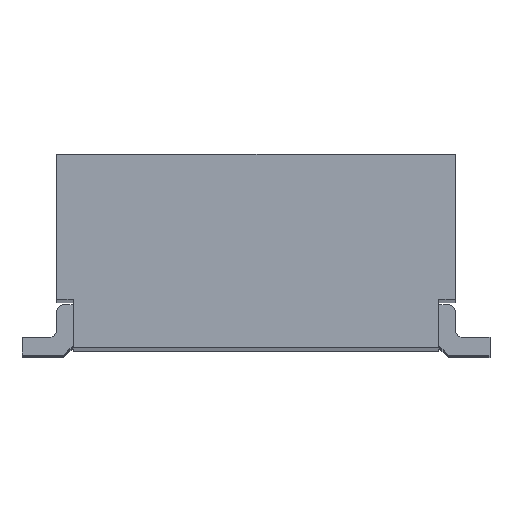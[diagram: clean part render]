
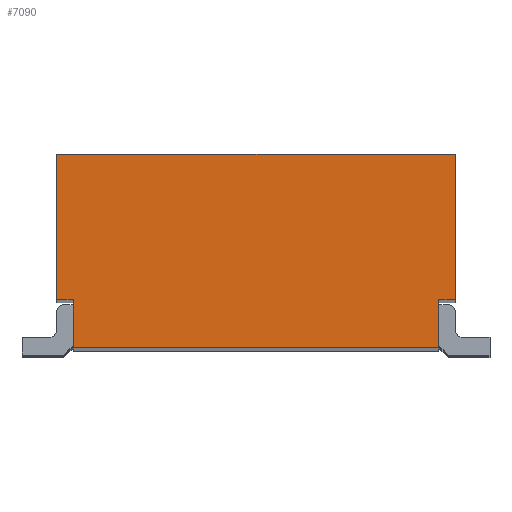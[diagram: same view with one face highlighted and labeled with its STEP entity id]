
A CAD part, top view. The second image highlights one B-rep face of the part: STEP entity #7090.
In plain terms, the highlighted planar face has unit normal (0, 0, 1).
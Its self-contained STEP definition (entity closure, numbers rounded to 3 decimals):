
#6380=CARTESIAN_POINT('',(-0.6,0.,5.185)
);
#6390=DIRECTION('',(0.,0.,1.));
#6400=DIRECTION('',(1.,0.,0.));
#6410=AXIS2_PLACEMENT_3D('',#6380,#6390,#6400);
#6420=PLANE('',#6410);
#6430=CARTESIAN_POINT('',(0.,0.,
5.185));
#6440=DIRECTION('',(-1.,0.,0.));
#6450=VECTOR('',#6440,1.);
#6460=LINE('',#6430,#6450);
#6470=CARTESIAN_POINT('',(1.32,0.,5.185));
#6480=VERTEX_POINT('',#6470);
#6490=CARTESIAN_POINT('',(-1.32,0.,5.185));
#6500=VERTEX_POINT('',#6490);
#6510=EDGE_CURVE('',#6480,#6500,#6460,.T.);
#6520=ORIENTED_EDGE('',*,*,#6510,.F.);
#6530=CARTESIAN_POINT('',(-1.32,0.,5.185));
#6540=DIRECTION('',(0.,1.,0.));
#6550=VECTOR('',#6540,1.);
#6560=LINE('',#6530,#6550);
#6570=CARTESIAN_POINT('',(-1.32,0.35,5.185));
#6580=VERTEX_POINT('',#6570);
#6590=EDGE_CURVE('',#6500,#6580,#6560,.T.);
#6600=ORIENTED_EDGE('',*,*,#6590,.F.);
#6610=CARTESIAN_POINT('',(-1.32,0.35,5.185));
#6620=DIRECTION('',(-1.,0.,0.));
#6630=VECTOR('',#6620,1.);
#6640=LINE('',#6610,#6630);
#6650=CARTESIAN_POINT('',(-1.44,0.35,5.185));
#6660=VERTEX_POINT('',#6650);
#6670=EDGE_CURVE('',#6580,#6660,#6640,.T.);
#6680=ORIENTED_EDGE('',*,*,#6670,.F.);
#6690=CARTESIAN_POINT('',(-1.44,0.35,5.185));
#6700=DIRECTION('',(0.,1.,0.));
#6710=VECTOR('',#6700,1.);
#6720=LINE('',#6690,#6710);
#6730=CARTESIAN_POINT('',(-1.44,1.4,5.185));
#6740=VERTEX_POINT('',#6730);
#6750=EDGE_CURVE('',#6660,#6740,#6720,.T.);
#6760=ORIENTED_EDGE('',*,*,#6750,.F.);
#6770=CARTESIAN_POINT('',(0.,1.4,5.185));
#6780=DIRECTION('',(1.,0.,0.));
#6790=VECTOR('',#6780,1.);
#6800=LINE('',#6770,#6790);
#6810=CARTESIAN_POINT('',(1.44,1.4,5.185));
#6820=VERTEX_POINT('',#6810);
#6830=EDGE_CURVE('',#6740,#6820,#6800,.T.);
#6840=ORIENTED_EDGE('',*,*,#6830,.F.);
#6850=CARTESIAN_POINT('',(1.44,0.35,5.185));
#6860=DIRECTION('',(0.,1.,0.));
#6870=VECTOR('',#6860,1.);
#6880=LINE('',#6850,#6870);
#6890=CARTESIAN_POINT('',(1.44,0.35,5.185));
#6900=VERTEX_POINT('',#6890);
#6910=EDGE_CURVE('',#6900,#6820,#6880,.T.);
#6920=ORIENTED_EDGE('',*,*,#6910,.T.);
#6930=CARTESIAN_POINT('',(1.32,0.35,5.185));
#6940=DIRECTION('',(1.,0.,0.));
#6950=VECTOR('',#6940,1.);
#6960=LINE('',#6930,#6950);
#6970=CARTESIAN_POINT('',(1.32,0.35,5.185));
#6980=VERTEX_POINT('',#6970);
#6990=EDGE_CURVE('',#6980,#6900,#6960,.T.);
#7000=ORIENTED_EDGE('',*,*,#6990,.T.);
#7010=CARTESIAN_POINT('',(1.32,0.,5.185));
#7020=DIRECTION('',(0.,1.,-0.));
#7030=VECTOR('',#7020,1.);
#7040=LINE('',#7010,#7030);
#7050=EDGE_CURVE('',#6480,#6980,#7040,.T.);
#7060=ORIENTED_EDGE('',*,*,#7050,.T.);
#7070=EDGE_LOOP('',(#7060,#7000,#6920,#6840,#6760,#6680,#6600,#6520));
#7080=FACE_OUTER_BOUND('',#7070,.T.);
#7090=ADVANCED_FACE('',(#7080),#6420,.T.);
